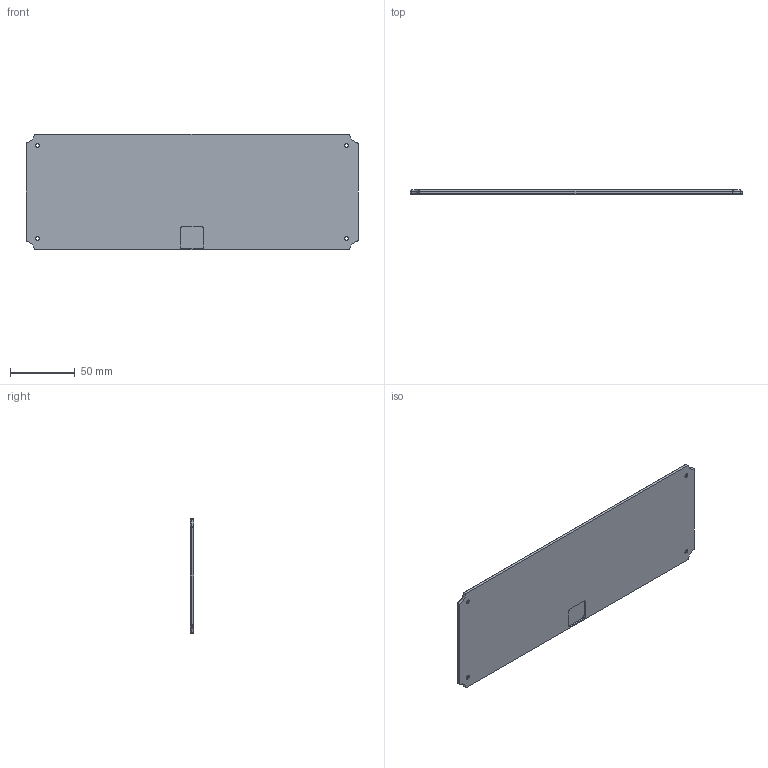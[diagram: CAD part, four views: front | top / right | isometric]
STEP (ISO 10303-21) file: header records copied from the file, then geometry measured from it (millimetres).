
FILE_DESCRIPTION(/* description */ (''),/* implementation_level */ '2;1');
FILE_NAME(/* name */ 'ShoulderWeight.step',/* time_stamp */ '2023-03-26T21:27:02-04:00',/* author */ (''),/* organization */ (''),/* preprocessor_version */ 'ST-DEVELOPER v19.2',/* originating_system */ 'Autodesk Translation Framework v11.17.0.187',/* authorisation */ '');
FILE_SCHEMA (('AUTOMOTIVE_DESIGN { 1 0 10303 214 3 1 1 }'));
Length unit declared in the file: millimetre
Products named in the file (1): (Unsaved)
Bounding box: 257.29 x 3 x 89.56 mm (x, y, z)
Volume: 67636.1 mm3; surface area: 48354.9 mm2
Topology: 1 solids, 1 shells, 788 faces, 2192 edges, 1448 vertices
Faces by surface type: bspline 566, plane 178, cylinder 28, sphere 8, cone 4, torus 4
Full cylindrical faces by diameter (mm): 3 x4, 6 x4
Entity records: 26563 total; most frequent: CARTESIAN_POINT 11909, ORIENTED_EDGE 4376, EDGE_CURVE 2188, DIRECTION 1570, VERTEX_POINT 1448, LINE 988, VECTOR 988, EDGE_LOOP 842
